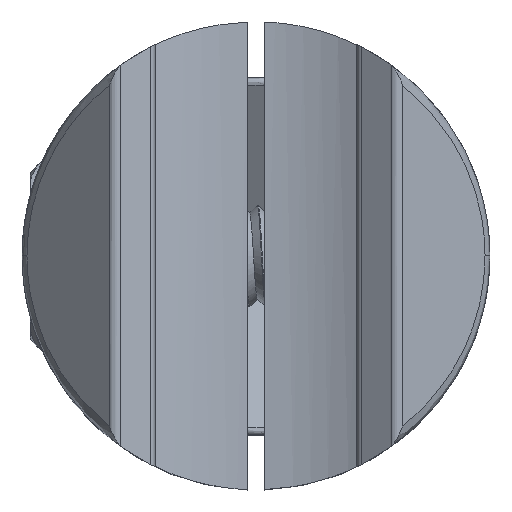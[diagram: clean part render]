
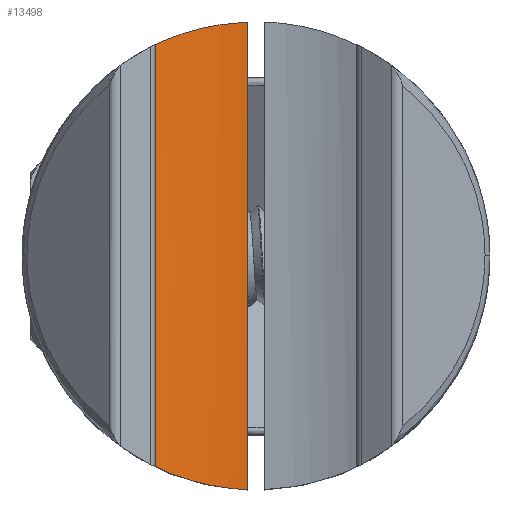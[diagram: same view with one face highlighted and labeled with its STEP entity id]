
A CAD part, top view. The second image highlights one B-rep face of the part: STEP entity #13498.
In plain terms, the highlighted cylindrical face has radius 14.2 mm (diameter 28.4 mm), a partial arc.
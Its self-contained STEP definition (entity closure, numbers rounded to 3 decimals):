
#344 = VERTEX_POINT ( 'NONE', #12532 ) ;
#527 = EDGE_CURVE ( 'NONE', #19830, #344, #2272, .T. ) ;
#898 = CARTESIAN_POINT ( 'NONE',  ( -0.5, 13.991, 79.746 ) ) ;
#1163 = CARTESIAN_POINT ( 'NONE',  ( -0.5, 13.991, 79.746 ) ) ;
#1249 = CARTESIAN_POINT ( 'NONE',  ( -2.622, -13.793, 79.939 ) ) ;
#1285 = EDGE_CURVE ( 'NONE', #13268, #344, #5528, .T. ) ;
#1621 = B_SPLINE_CURVE_WITH_KNOTS ( 'NONE', 3,
 ( #7849, #10850, #14339, #1249, #15843, #4349 ),
 .UNSPECIFIED., .F., .F.,
 ( 4, 2, 4 ),
 ( 0., 0.5, 1. ),
 .UNSPECIFIED. ) ;
#2272 = B_SPLINE_CURVE_WITH_KNOTS ( 'NONE', 3,
 ( #6434, #19420, #4836, #4941, #16528, #20050 ),
 .UNSPECIFIED., .F., .F.,
 ( 4, 2, 4 ),
 ( 0., 0.5, 1. ),
 .UNSPECIFIED. ) ;
#2694 = CARTESIAN_POINT ( 'NONE',  ( 0., 50., 93.937 ) ) ;
#3404 = EDGE_LOOP ( 'NONE', ( #6815, #16925, #13285, #12787 ) ) ;
#4349 = CARTESIAN_POINT ( 'NONE',  ( -0.5, -13.991, 79.746 ) ) ;
#4836 = CARTESIAN_POINT ( 'NONE',  ( -2.622, 13.793, 79.939 ) ) ;
#4941 = CARTESIAN_POINT ( 'NONE',  ( -4.706, 13.228, 80.496 ) ) ;
#5528 = LINE ( 'NONE', #15525, #20062 ) ;
#6434 = CARTESIAN_POINT ( 'NONE',  ( -0.5, 13.991, 79.746 ) ) ;
#6815 = ORIENTED_EDGE ( 'NONE', *, *, #527, .T. ) ;
#7015 = EDGE_CURVE ( 'NONE', #13268, #12409, #1621, .T. ) ;
#7211 = EDGE_CURVE ( 'NONE', #19830, #12409, #17228, .T. ) ;
#7533 = DIRECTION ( 'NONE',  ( 0., 1., 0. ) ) ;
#7849 = CARTESIAN_POINT ( 'NONE',  ( -6.694, -12.296, 81.414 ) ) ;
#8844 = CARTESIAN_POINT ( 'NONE',  ( -6.694, -12.296, 81.414 ) ) ;
#9167 = DIRECTION ( 'NONE',  ( 0., -1., 0. ) ) ;
#10301 = CARTESIAN_POINT ( 'NONE',  ( -0.5, -13.991, 79.746 ) ) ;
#10611 = AXIS2_PLACEMENT_3D ( 'NONE', #2694, #17053, #13878 ) ;
#10850 = CARTESIAN_POINT ( 'NONE',  ( -5.726, -12.823, 80.896 ) ) ;
#12409 = VERTEX_POINT ( 'NONE', #10301 ) ;
#12532 = CARTESIAN_POINT ( 'NONE',  ( -6.694, 12.296, 81.414 ) ) ;
#12787 = ORIENTED_EDGE ( 'NONE', *, *, #7211, .F. ) ;
#13268 = VERTEX_POINT ( 'NONE', #8844 ) ;
#13285 = ORIENTED_EDGE ( 'NONE', *, *, #7015, .T. ) ;
#13498 = ADVANCED_FACE ( 'NONE', ( #13975 ), #18869, .F. ) ;
#13878 = DIRECTION ( 'NONE',  ( 0., 0., -1. ) ) ;
#13975 = FACE_OUTER_BOUND ( 'NONE', #3404, .T. ) ;
#14339 = CARTESIAN_POINT ( 'NONE',  ( -4.706, -13.228, 80.496 ) ) ;
#14801 = VECTOR ( 'NONE', #9167, 1000. ) ;
#15525 = CARTESIAN_POINT ( 'NONE',  ( -6.694, -12.296, 81.414 ) ) ;
#15843 = CARTESIAN_POINT ( 'NONE',  ( -1.558, -13.953, 79.783 ) ) ;
#16528 = CARTESIAN_POINT ( 'NONE',  ( -5.726, 12.823, 80.896 ) ) ;
#16925 = ORIENTED_EDGE ( 'NONE', *, *, #1285, .F. ) ;
#17053 = DIRECTION ( 'NONE',  ( 0., 1., 0. ) ) ;
#17228 = LINE ( 'NONE', #1163, #14801 ) ;
#18869 = CYLINDRICAL_SURFACE ( 'NONE', #10611, 14.2 ) ;
#19420 = CARTESIAN_POINT ( 'NONE',  ( -1.558, 13.953, 79.783 ) ) ;
#19830 = VERTEX_POINT ( 'NONE', #898 ) ;
#20050 = CARTESIAN_POINT ( 'NONE',  ( -6.694, 12.296, 81.414 ) ) ;
#20062 = VECTOR ( 'NONE', #7533, 1000. ) ;
